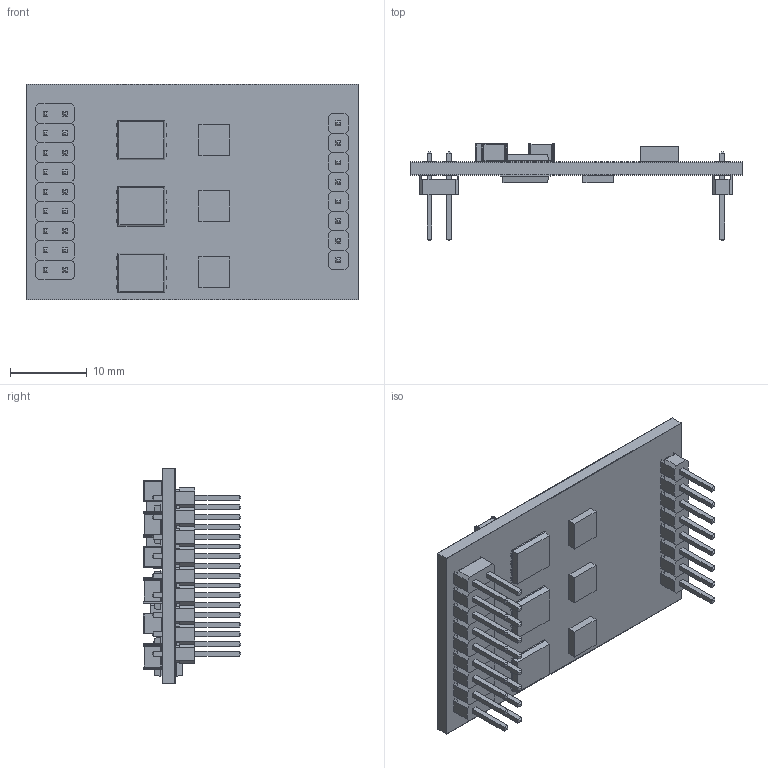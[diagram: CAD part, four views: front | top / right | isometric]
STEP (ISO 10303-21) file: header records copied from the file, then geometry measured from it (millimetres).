
FILE_DESCRIPTION((''),'2;1');
FILE_NAME('DEC_50-5_MODULE_ASM','2015-04-21T',('MMAGRARI'),(''),'PRO/ENGINEER BY PARAMETRIC TECHNOLOGY CORPORATION, 2013130','PRO/ENGINEER BY PARAMETRIC TECHNOLOGY CORPORATION, 2013130','');
FILE_SCHEMA(('CONFIG_CONTROL_DESIGN'));
Length unit declared in the file: millimetre
Products named in the file (14): DEC_50-5_MODULE_PCB; CAP_C3225; MOSFET_TDSON-8; DEC_50-5_MODULE_PCB_SILK; DEC_50-5_MODULE_PCB_SILK-BOT; STIFTLEISTE_2X1_K; STIFTLEISTE_STIFT; STIFTLEISTE_2X1_ASM; STIFTLEISTE_1X1_K; STIFTLEISTE_1X1_ASM; IC_5X10X2; DROSSEL_3X3X1-5; IC_4X4X1; DEC_50-5_MODULE_ASM
Assembly tree (43 placements, depth 3):
  DEC_50-5_MODULE_ASM
    DEC_50-5_MODULE_PCB
    CAP_C3225  x7
    MOSFET_TDSON-8  x6
    DEC_50-5_MODULE_PCB_SILK
    DEC_50-5_MODULE_PCB_SILK-BOT
    STIFTLEISTE_2X1_ASM  x9
      STIFTLEISTE_2X1_K
      STIFTLEISTE_STIFT
    STIFTLEISTE_1X1_ASM  x8
      STIFTLEISTE_1X1_K
      STIFTLEISTE_STIFT
    IC_5X10X2
    DROSSEL_3X3X1-5
    IC_4X4X1  x3
Bounding box: 43.2 x 12.69 x 28 mm (x, y, z)
Volume: 2937.7 mm3; surface area: 10242.4 mm2
Topology: 80 solids, 80 shells, 3025 faces, 7821 edges, 5014 vertices
Faces by surface type: plane 2405, cylinder 508, bspline 56, sphere 56
Entity records: 57394 total; most frequent: CARTESIAN_POINT 11131, ORIENTED_EDGE 9730, DIRECTION 8977, EDGE_CURVE 4865, VECTOR 4281, LINE 4281, VERTEX_POINT 3222, AXIS2_PLACEMENT_3D 2348
